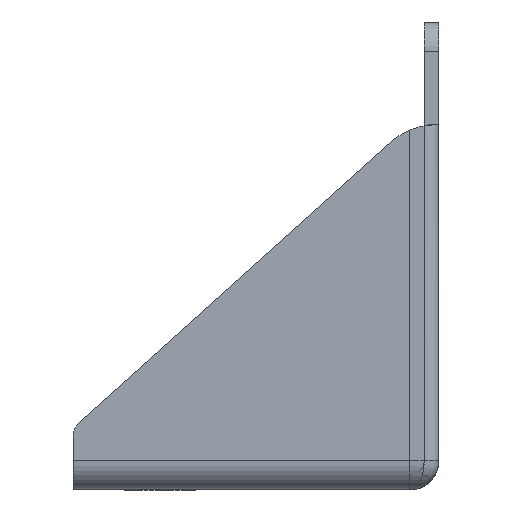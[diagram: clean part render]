
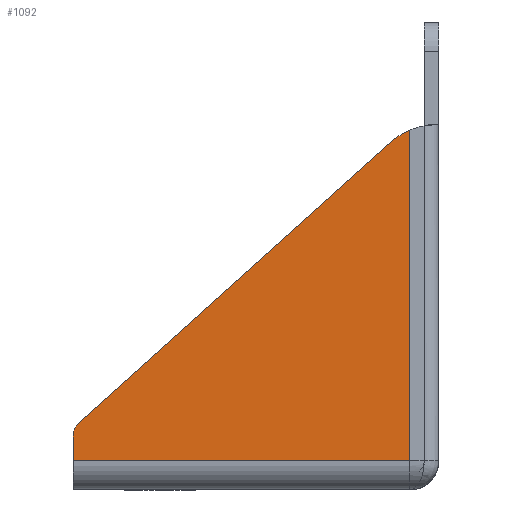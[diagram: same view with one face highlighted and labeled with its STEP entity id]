
A CAD part, left-side view. The second image highlights one B-rep face of the part: STEP entity #1092.
In plain terms, the highlighted planar face has unit normal (-1, 0, 0).
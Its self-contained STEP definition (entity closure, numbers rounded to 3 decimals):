
#17 = VERTEX_POINT ( 'NONE', #1204 ) ;
#52 = DIRECTION ( 'NONE',  ( 1., 0., 0. ) ) ;
#104 = DIRECTION ( 'NONE',  ( 0., 1., 0. ) ) ;
#153 = AXIS2_PLACEMENT_3D ( 'NONE', #974, #1884, #822 ) ;
#176 = VECTOR ( 'NONE', #1162, 1000. ) ;
#193 = CARTESIAN_POINT ( 'NONE',  ( -590., 4., -60. ) ) ;
#255 = EDGE_CURVE ( 'NONE', #1556, #1784, #1577, .T. ) ;
#256 = LINE ( 'NONE', #1903, #176 ) ;
#271 = DIRECTION ( 'NONE',  ( 0., 0.743, -0.669 ) ) ;
#326 = CARTESIAN_POINT ( 'NONE',  ( -590., 94.346, -49.51 ) ) ;
#370 = EDGE_CURVE ( 'NONE', #1755, #17, #953, .T. ) ;
#509 = EDGE_CURVE ( 'NONE', #663, #1556, #256, .T. ) ;
#525 = AXIS2_PLACEMENT_3D ( 'NONE', #975, #1395, #544 ) ;
#542 = CARTESIAN_POINT ( 'NONE',  ( -590., 96., -60. ) ) ;
#544 = DIRECTION ( 'NONE',  ( 0., 0., -1. ) ) ;
#595 = CARTESIAN_POINT ( 'NONE',  ( -590., 0., 0. ) ) ;
#640 = CARTESIAN_POINT ( 'NONE',  ( -590., 9.524, 26.863 ) ) ;
#659 = LINE ( 'NONE', #542, #684 ) ;
#663 = VERTEX_POINT ( 'NONE', #193 ) ;
#666 = VERTEX_POINT ( 'NONE', #936 ) ;
#671 = EDGE_CURVE ( 'NONE', #663, #666, #659, .T. ) ;
#684 = VECTOR ( 'NONE', #104, 1000. ) ;
#701 = CARTESIAN_POINT ( 'NONE',  ( -590., 3.819, 32. ) ) ;
#730 = EDGE_CURVE ( 'NONE', #17, #666, #1101, .T. ) ;
#743 = AXIS2_PLACEMENT_3D ( 'NONE', #595, #52, #1363 ) ;
#758 = ORIENTED_EDGE ( 'NONE', *, *, #671, .F. ) ;
#772 = FACE_OUTER_BOUND ( 'NONE', #938, .T. ) ;
#822 = DIRECTION ( 'NONE',  ( 0., 0., -1. ) ) ;
#936 = CARTESIAN_POINT ( 'NONE',  ( -590., 96., -60. ) ) ;
#938 = EDGE_LOOP ( 'NONE', ( #1084, #1638, #1387, #1167, #1442, #758 ) ) ;
#953 = CIRCLE ( 'NONE', #153, 5. ) ;
#974 = CARTESIAN_POINT ( 'NONE',  ( -590., 91., -53.226 ) ) ;
#975 = CARTESIAN_POINT ( 'NONE',  ( -590., -3.858, 12. ) ) ;
#1084 = ORIENTED_EDGE ( 'NONE', *, *, #509, .T. ) ;
#1092 = ADVANCED_FACE ( 'NONE', ( #772 ), #1672, .F. ) ;
#1101 = LINE ( 'NONE', #1240, #1696 ) ;
#1162 = DIRECTION ( 'NONE',  ( 0., 0., 1. ) ) ;
#1167 = ORIENTED_EDGE ( 'NONE', *, *, #370, .T. ) ;
#1204 = CARTESIAN_POINT ( 'NONE',  ( -590., 96., -53.226 ) ) ;
#1240 = CARTESIAN_POINT ( 'NONE',  ( -590., 96., 0. ) ) ;
#1352 = EDGE_CURVE ( 'NONE', #1784, #1755, #1626, .T. ) ;
#1363 = DIRECTION ( 'NONE',  ( 0., 0., -1. ) ) ;
#1387 = ORIENTED_EDGE ( 'NONE', *, *, #1352, .T. ) ;
#1395 = DIRECTION ( 'NONE',  ( -1., 0., 0. ) ) ;
#1442 = ORIENTED_EDGE ( 'NONE', *, *, #730, .T. ) ;
#1556 = VERTEX_POINT ( 'NONE', #1689 ) ;
#1577 = CIRCLE ( 'NONE', #525, 20. ) ;
#1626 = LINE ( 'NONE', #701, #1704 ) ;
#1638 = ORIENTED_EDGE ( 'NONE', *, *, #255, .T. ) ;
#1672 = PLANE ( 'NONE',  #743 ) ;
#1689 = CARTESIAN_POINT ( 'NONE',  ( -590., 4., 30.392 ) ) ;
#1696 = VECTOR ( 'NONE', #1706, 1000. ) ;
#1704 = VECTOR ( 'NONE', #271, 1000. ) ;
#1706 = DIRECTION ( 'NONE',  ( 0., 0., -1. ) ) ;
#1755 = VERTEX_POINT ( 'NONE', #326 ) ;
#1784 = VERTEX_POINT ( 'NONE', #640 ) ;
#1884 = DIRECTION ( 'NONE',  ( -1., 0., 0. ) ) ;
#1903 = CARTESIAN_POINT ( 'NONE',  ( -590., 4., 0. ) ) ;
